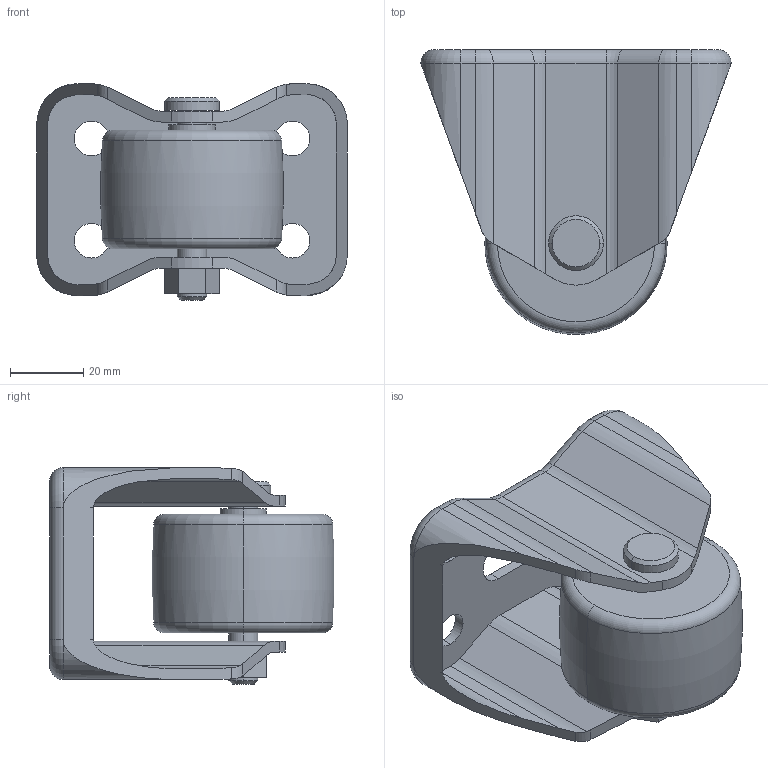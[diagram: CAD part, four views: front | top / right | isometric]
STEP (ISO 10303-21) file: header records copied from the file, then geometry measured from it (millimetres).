
FILE_DESCRIPTION (( 'STEP AP203' ), '1' );
FILE_NAME ('sone3D.STEP', '2013-12-02T05:09:53', ( '' ), ( '' ), 'SwSTEP 2.0', 'SolidWorks 2012', '' );
FILE_SCHEMA (( 'CONFIG_CONTROL_DESIGN' ));
Length unit declared in the file: millimetre
Products named in the file (1): sone3D
Bounding box: 85 x 77.94 x 59.3 mm (x, y, z)
Volume: 98997 mm3; surface area: 34682.4 mm2
Topology: 1 solids, 1 shells, 131 faces, 334 edges, 212 vertices
Faces by surface type: cylinder 64, plane 45, torus 18, cone 4
Entity records: 4115 total; most frequent: CARTESIAN_POINT 846, DIRECTION 684, ORIENTED_EDGE 668, EDGE_CURVE 334, AXIS2_PLACEMENT_3D 258, VERTEX_POINT 212, VECTOR 168, LINE 168
